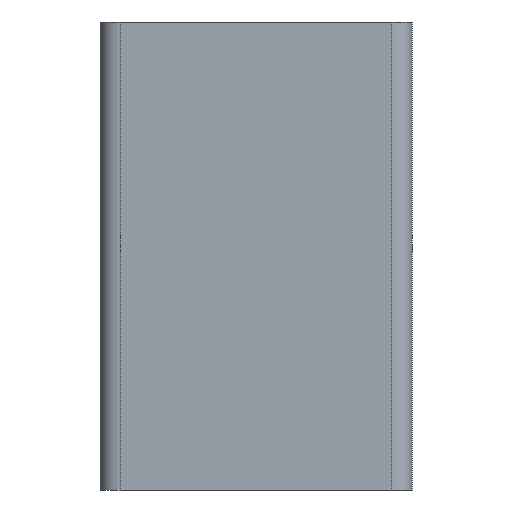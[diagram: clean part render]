
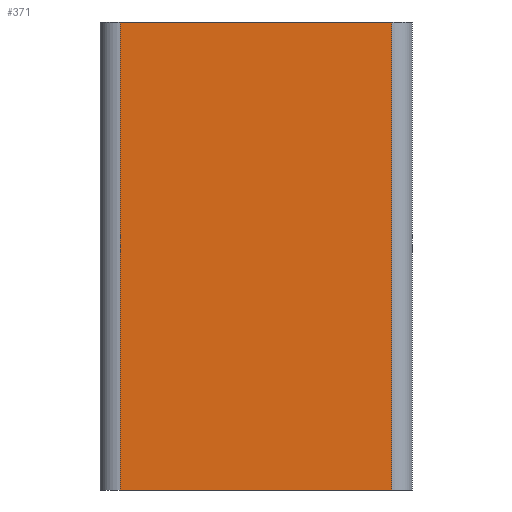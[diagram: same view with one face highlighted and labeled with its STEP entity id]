
A CAD part, left-side view. The second image highlights one B-rep face of the part: STEP entity #371.
In plain terms, the highlighted planar face has unit normal (-1, 0, 0).
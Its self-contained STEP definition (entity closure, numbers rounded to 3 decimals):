
#371 = ADVANCED_FACE ( 'NONE', ( #3608 ), #2843, .F. ) ;
#432 = VECTOR ( 'NONE', #2793, 1000. ) ;
#538 = CARTESIAN_POINT ( 'NONE',  ( -5., 4.35, 7.5 ) ) ;
#610 = CARTESIAN_POINT ( 'NONE',  ( -5., 5., 7.5 ) ) ;
#817 = LINE ( 'NONE', #610, #2983 ) ;
#1236 = CARTESIAN_POINT ( 'NONE',  ( -5., 4.35, -7.5 ) ) ;
#1548 = VERTEX_POINT ( 'NONE', #7407 ) ;
#1893 = VERTEX_POINT ( 'NONE', #538 ) ;
#2783 = DIRECTION ( 'NONE',  ( 1., 0., 0. ) ) ;
#2793 = DIRECTION ( 'NONE',  ( 0., 0., -1. ) ) ;
#2843 = PLANE ( 'NONE',  #6291 ) ;
#2983 = VECTOR ( 'NONE', #7996, 1000. ) ;
#3196 = VERTEX_POINT ( 'NONE', #1236 ) ;
#3200 = DIRECTION ( 'NONE',  ( 0., -1., 0. ) ) ;
#3608 = FACE_OUTER_BOUND ( 'NONE', #8481, .T. ) ;
#4024 = LINE ( 'NONE', #6353, #8695 ) ;
#4108 = DIRECTION ( 'NONE',  ( 0., 0., 1. ) ) ;
#4550 = EDGE_CURVE ( 'NONE', #1893, #1548, #817, .T. ) ;
#4741 = EDGE_CURVE ( 'NONE', #3196, #9154, #5585, .T. ) ;
#4868 = LINE ( 'NONE', #7264, #432 ) ;
#4885 = VECTOR ( 'NONE', #3200, 1000. ) ;
#5486 = CARTESIAN_POINT ( 'NONE',  ( -5., 5., -7.5 ) ) ;
#5585 = LINE ( 'NONE', #5486, #4885 ) ;
#5860 = CARTESIAN_POINT ( 'NONE',  ( -5., 5., 7.5 ) ) ;
#6291 = AXIS2_PLACEMENT_3D ( 'NONE', #5860, #2783, #7355 ) ;
#6353 = CARTESIAN_POINT ( 'NONE',  ( -5., -4.35, 7.5 ) ) ;
#6998 = EDGE_CURVE ( 'NONE', #1893, #3196, #4868, .T. ) ;
#7264 = CARTESIAN_POINT ( 'NONE',  ( -5., 4.35, -7.5 ) ) ;
#7355 = DIRECTION ( 'NONE',  ( 0., 0., -1. ) ) ;
#7407 = CARTESIAN_POINT ( 'NONE',  ( -5., -4.35, 7.5 ) ) ;
#7422 = EDGE_CURVE ( 'NONE', #9154, #1548, #4024, .T. ) ;
#7873 = ORIENTED_EDGE ( 'NONE', *, *, #4741, .T. ) ;
#7996 = DIRECTION ( 'NONE',  ( 0., -1., 0. ) ) ;
#8252 = ORIENTED_EDGE ( 'NONE', *, *, #4550, .F. ) ;
#8481 = EDGE_LOOP ( 'NONE', ( #7873, #8718, #8252, #9246 ) ) ;
#8695 = VECTOR ( 'NONE', #4108, 1000. ) ;
#8718 = ORIENTED_EDGE ( 'NONE', *, *, #7422, .T. ) ;
#8877 = CARTESIAN_POINT ( 'NONE',  ( -5., -4.35, -7.5 ) ) ;
#9154 = VERTEX_POINT ( 'NONE', #8877 ) ;
#9246 = ORIENTED_EDGE ( 'NONE', *, *, #6998, .T. ) ;
